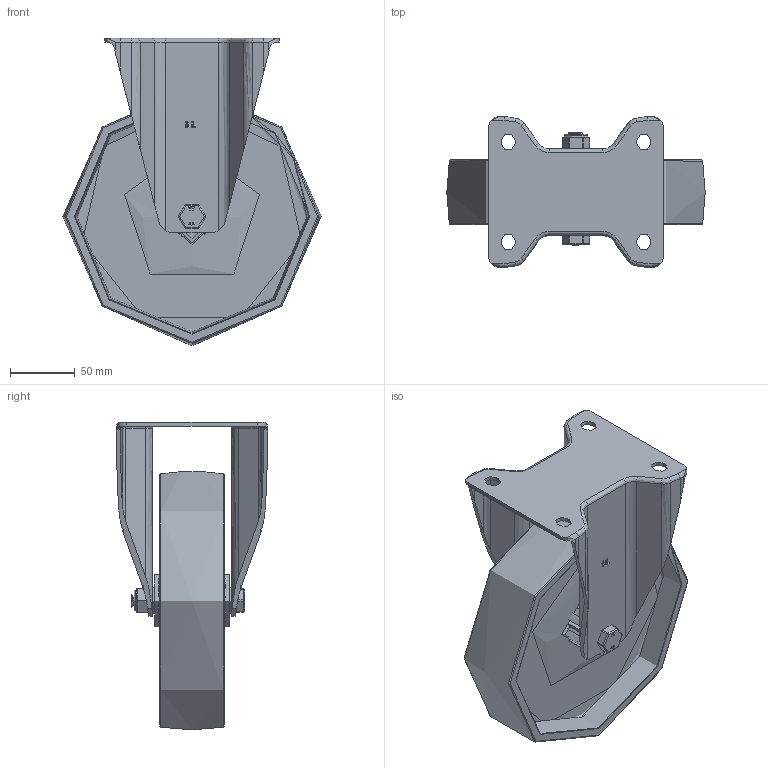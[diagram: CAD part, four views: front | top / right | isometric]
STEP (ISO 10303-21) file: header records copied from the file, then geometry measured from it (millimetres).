
FILE_DESCRIPTION(/* description */ ('','CAx-IF Rec.Pracs.---Representation and Presentation of Product Manufacturing Information (PMI)---4.0---2014-10-13'),/* implementation_level */ '2;1');
FILE_NAME(/* name */ 'BZWBF200NYB.step',/* time_stamp */ '2025-03-05T12:29:28Z',/* author */ (''),/* organization */ (''),/* preprocessor_version */ 'ST-DEVELOPER v20',/* originating_system */ 'Autodesk Translation Framework v13.20.0.188',/* authorisation */ '');
FILE_SCHEMA (('AP242_MANAGED_MODEL_BASED_3D_ENGINEERING_MIM_LF { 1 0 10303 442 1 1 4 }'));
Length unit declared in the file: millimetre
Products named in the file (19): BZWBF200NYB; BZWBF200AS v1; BZWBF200AS; ZINC PLATED, PRESSED STEEL BRACKET; BZVL200WNYRB5 v1; NYLON WHEEL; NYLON WHEEL Geometry; CAP; ROLLER BEARING; CAGE; RIBS; TUBEM20X60 v1; ZINC PLATED STEEL TUBE; HEXBOLTM12X80Z8.8 v2; GRADE 8.8 ZINC PLATED BOLT; NYLOCM12Z v1; NYLOC NUT; NUT; RUBBER
Assembly tree (18 placements, depth 4):
  BZWBF200NYB
    BZWBF200AS v1
      BZWBF200AS
      ZINC PLATED, PRESSED STEEL BRACKET
    BZVL200WNYRB5 v1
      NYLON WHEEL
        NYLON WHEEL Geometry
        CAP
      ROLLER BEARING
        CAGE
        RIBS
    TUBEM20X60 v1
      ZINC PLATED STEEL TUBE
    HEXBOLTM12X80Z8.8 v2
      GRADE 8.8 ZINC PLATED BOLT
    NYLOCM12Z v1
      NYLOC NUT
        NUT
        RUBBER
Bounding box: 200 x 117 x 238 mm (x, y, z)
Volume: 726447.5 mm3; surface area: 242101 mm2
Topology: 16 solids, 16 shells, 480 faces, 1214 edges, 771 vertices
Faces by surface type: plane 203, cylinder 179, bspline 51, torus 27, sphere 18, cone 2
Full cylindrical faces by diameter (mm): 7.5 x8, 9.836 x18, 11.834 x18, 12 x3, 12.2 x2, 12.5 x1, 14 x2, 18 x1, 18.5 x1, 19.9 x1, 20 x1, 20.2 x2, 34 x3, 40 x2
Entity records: 20464 total; most frequent: CARTESIAN_POINT 8582, ORIENTED_EDGE 2428, DIRECTION 2319, EDGE_CURVE 1214, AXIS2_PLACEMENT_3D 846, VERTEX_POINT 771, LINE 627, VECTOR 627
